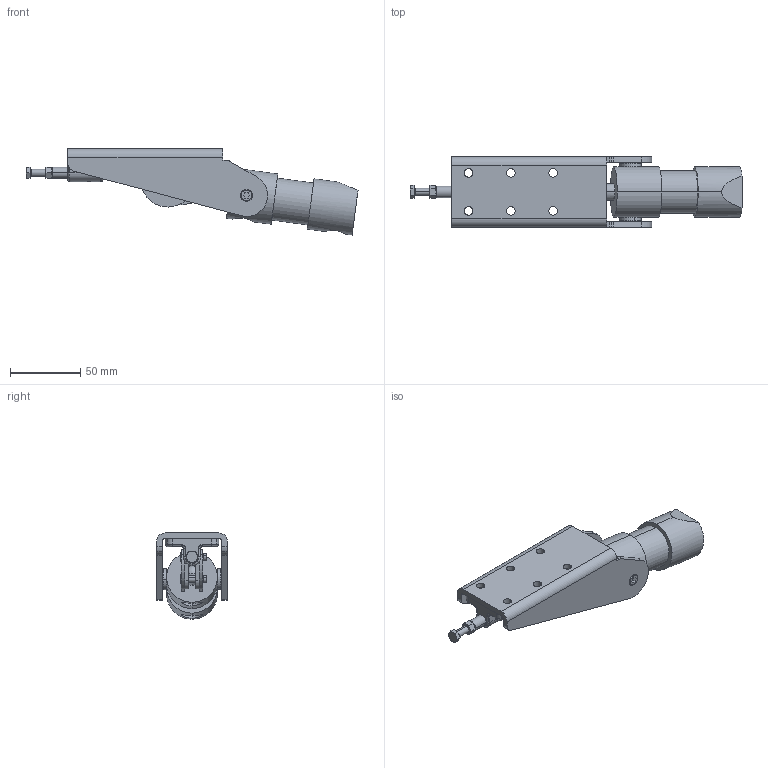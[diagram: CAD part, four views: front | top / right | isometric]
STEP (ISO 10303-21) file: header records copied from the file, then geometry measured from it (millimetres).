
FILE_DESCRIPTION((''),'2;1');
FILE_NAME('733-opened.stp','2005-09-28T10:46:55',('CAD'),(''),'Autodesk Inventor 8','Autodesk Inventor 8','');
FILE_SCHEMA(('AUTOMOTIVE_DESIGN { 1 0 10303 214 1 1 1 1 }'));
Length unit declared in the file: millimetre
Products named in the file (16): R733D1-OTEVØENÁ; 313-01D1; 733-03E1; 313-04E1; 313-05E1; 733-06E1; 733-07E1; 733-08D1; N 5x14 [D=6][d=5][d1=3,5][L=14][k=1][L1=2,5][R1=0,4][R=0,5]; N 5x18 [D=6][d=5][d1=3,5][L=18][k=1][L1=2,5][R1=0,4][R=0,5]; Šroub se šestihrannou hlavou ISO 4017 - M5x30; Matice 萐N EN 24 032 M5; Kroužek 4 ÈSN 022929; Podložka B 5.30 ÈSN 021702; Šroub s vnitøním šestihranem DIN 912 - M5 x 8; VÁLEC PV25-40 2000056030250040
Assembly tree (22 placements, depth 2):
  R733D1-OTEVØENÁ
    313-01D1
    733-03E1  x2
    313-04E1
    313-05E1  x2
    733-06E1
    733-07E1  x2
    733-08D1
    N 5x14 [D=6][d=5][d1=3,5][L=14][k=1][L1=2,5][R1=0,4][R=0,5]
    N 5x18 [D=6][d=5][d1=3,5][L=18][k=1][L1=2,5][R1=0,4][R=0,5]  x2
    Šroub se šestihrannou hlavou ISO 4017 - M5x30
    Matice 萐N EN 24 032 M5
    Kroužek 4 ÈSN 022929  x2
    Podložka B 5.30 ÈSN 021702  x2
    Šroub s vnitøním šestihranem DIN 912 - M5 x 8  x2
    VÁLEC PV25-40 2000056030250040
Bounding box: 235.79 x 51 x 61.21 mm (x, y, z)
Volume: 158957.7 mm3; surface area: 63750.2 mm2
Topology: 22 solids, 22 shells, 640 faces, 1584 edges, 975 vertices
Faces by surface type: cylinder 236, bspline 161, plane 149, cone 64, torus 28, sphere 2
Entity records: 19908 total; most frequent: CARTESIAN_POINT 6777, DIRECTION 2820, ORIENTED_EDGE 2630, EDGE_CURVE 1315, AXIS2_PLACEMENT_3D 1151, VERTEX_POINT 820, CIRCLE 686, EDGE_LOOP 613
